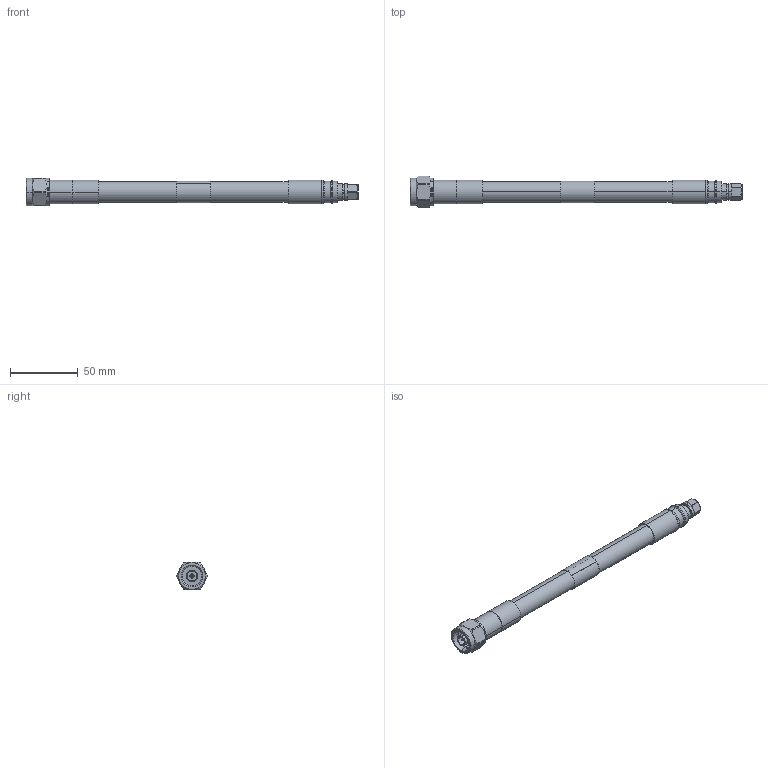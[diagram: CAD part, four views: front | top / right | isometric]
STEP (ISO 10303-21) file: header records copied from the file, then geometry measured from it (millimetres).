
FILE_DESCRIPTION (( 'STEP AP214' ), '1' );
FILE_NAME ('FMCA100035_3D.step', '2024-06-17T20:56:34', ( '' ), ( '' ), 'SwSTEP 2.0', 'SolidWorks 2022', '' );
FILE_SCHEMA (( 'AUTOMOTIVE_DESIGN' ));
Length unit declared in the file: inch
Products named in the file (5): FMCA100035_3D; EZ-600-NMH-75_PE; 1AW01-003_.63 x 1" LENGTH; EZ-600-FM-75-X_PE; LMR-600-75-DB
Assembly tree (4 placements, depth 2):
  FMCA100035_3D
    LMR-600-75-DB
    1AW01-003_.63 x 1" LENGTH
    EZ-600-FM-75-X_PE
    EZ-600-NMH-75_PE
Bounding box: 244.6 x 23.11 x 20.57 mm (x, y, z)
Volume: 43091.2 mm3; surface area: 22820.1 mm2
Topology: 6 solids, 6 shells, 195 faces, 449 edges, 283 vertices
Faces by surface type: cylinder 71, plane 63, cone 58, torus 2, sphere 1
Entity records: 6021 total; most frequent: CARTESIAN_POINT 1175, DIRECTION 1055, ORIENTED_EDGE 894, EDGE_CURVE 447, AXIS2_PLACEMENT_3D 434, VERTEX_POINT 282, CIRCLE 232, EDGE_LOOP 219
